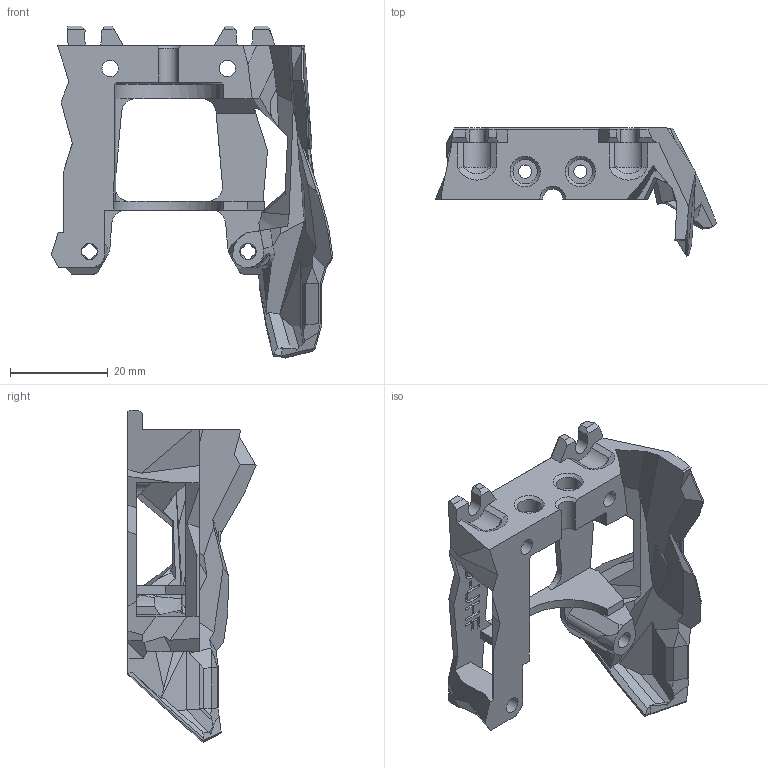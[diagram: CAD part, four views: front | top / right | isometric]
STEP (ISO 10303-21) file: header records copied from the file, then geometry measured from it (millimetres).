
FILE_DESCRIPTION(/* description */ (''),/* implementation_level */ '2;1');
FILE_NAME(/* name */ 'SB_Dragon_UHF_TH_Rear.stp',/* time_stamp */ '2023-08-06T16:54:46+02:00',/* author */ (''),/* organization */ (''),/* preprocessor_version */ 'ST-DEVELOPER v16.7',/* originating_system */ 'SIEMENS PLM Software NX 1847',/* authorisation */ '');
FILE_SCHEMA (('AUTOMOTIVE_DESIGN { 1 0 10303 214 3 1 1 1 }'));
Length unit declared in the file: millimetre
Products named in the file (1): SB_Dragon_UHF_TH_Rear
Bounding box: 57.65 x 26.26 x 68 mm (x, y, z)
Volume: 11756.5 mm3; surface area: 10011.7 mm2
Topology: 1 solids, 1 shells, 515 faces, 1496 edges, 962 vertices
Faces by surface type: plane 404, cylinder 73, cone 25, bspline 8, extrusion 5
Full cylindrical faces by diameter (mm): 2.7 x2, 3.4 x6, 5 x2, 6 x2
Entity records: 18071 total; most frequent: CARTESIAN_POINT 4593, ORIENTED_EDGE 2992, DIRECTION 2538, EDGE_CURVE 1496, VECTOR 1164, LINE 1159, VERTEX_POINT 962, AXIS2_PLACEMENT_3D 687
